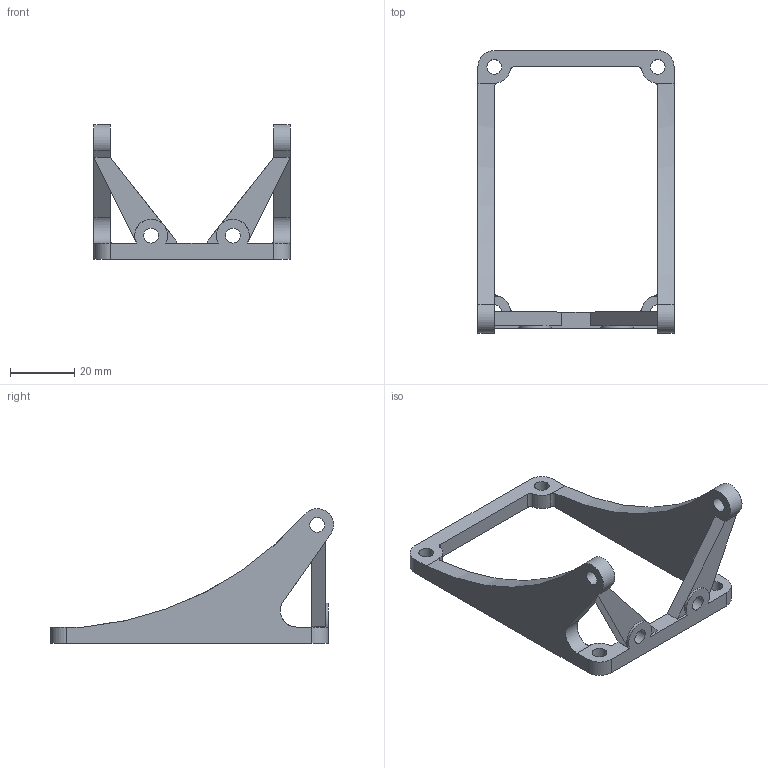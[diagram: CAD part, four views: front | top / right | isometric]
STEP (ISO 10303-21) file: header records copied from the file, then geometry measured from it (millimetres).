
FILE_DESCRIPTION(/* description */ (''),/* implementation_level */ '2;1');
FILE_NAME(/* name */ 'Vertical Tracker (3D print).step',/* time_stamp */ '2024-06-27T20:57:30-05:00',/* author */ (''),/* organization */ (''),/* preprocessor_version */ 'ST-DEVELOPER v20',/* originating_system */ 'Autodesk Translation Framework v13.14.0.145',/* authorisation */ '');
FILE_SCHEMA (('AUTOMOTIVE_DESIGN { 1 0 10303 214 3 1 1 }'));
Length unit declared in the file: inch
Products named in the file (1): FusionComponent
Bounding box: 60.96 x 88 x 41.91 mm (x, y, z)
Volume: 17286.2 mm3; surface area: 11187.5 mm2
Topology: 1 solids, 1 shells, 59 faces, 178 edges, 116 vertices
Faces by surface type: cylinder 32, plane 27
Full cylindrical faces by diameter (mm): 4.572 x4, 4.623 x4
Entity records: 2126 total; most frequent: CARTESIAN_POINT 392, DIRECTION 358, ORIENTED_EDGE 356, EDGE_CURVE 178, AXIS2_PLACEMENT_3D 126, VERTEX_POINT 116, LINE 106, VECTOR 106
